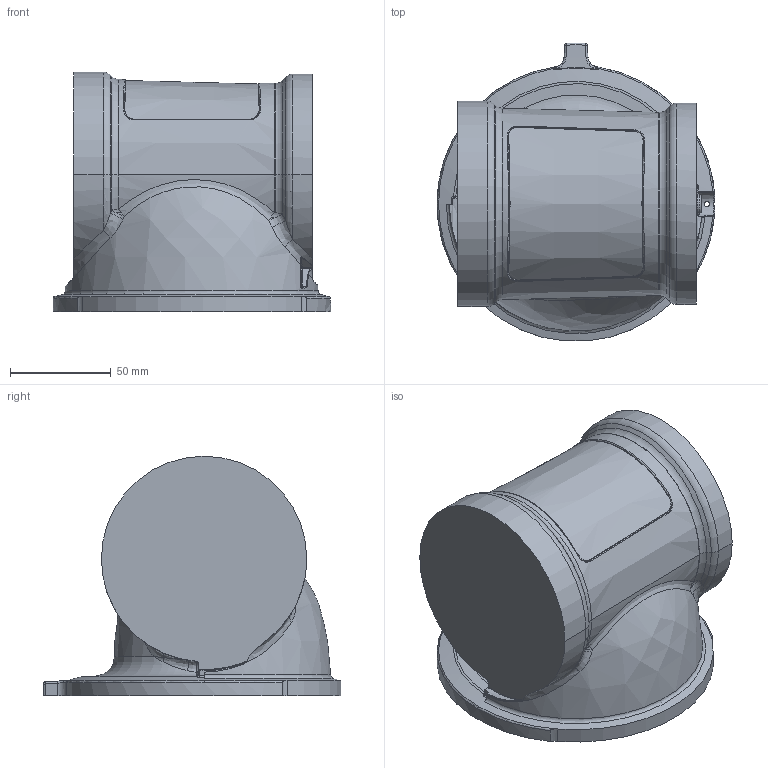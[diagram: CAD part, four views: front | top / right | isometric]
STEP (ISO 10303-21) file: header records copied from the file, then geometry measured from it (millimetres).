
FILE_DESCRIPTION (( 'STEP AP203' ), '1' );
FILE_NAME ('IRB_1010_ELO1_Valor predeterminado_sldprt.STEP', '2025-05-07T14:51:29', ( '' ), ( '' ), 'SwSTEP 2.0', 'SolidWorks 2023', '' );
FILE_SCHEMA (( 'CONFIG_CONTROL_DESIGN' ));
Length unit declared in the file: mil
Products named in the file (1): IRB_1010_ELO1_Valor predeterminado_sldprt
Bounding box: 138 x 147.95 x 119 mm (x, y, z)
Volume: 1151999.2 mm3; surface area: 82845.3 mm2
Topology: 1 solids, 2 shells, 733 faces, 1734 edges, 999 vertices
Faces by surface type: bspline 265, cylinder 122, cone 102, sphere 83, torus 81, plane 80
Entity records: 32357 total; most frequent: CARTESIAN_POINT 17545, ORIENTED_EDGE 3400, DIRECTION 2734, EDGE_CURVE 1700, AXIS2_PLACEMENT_3D 1233, VERTEX_POINT 996, CIRCLE 764, EDGE_LOOP 764
